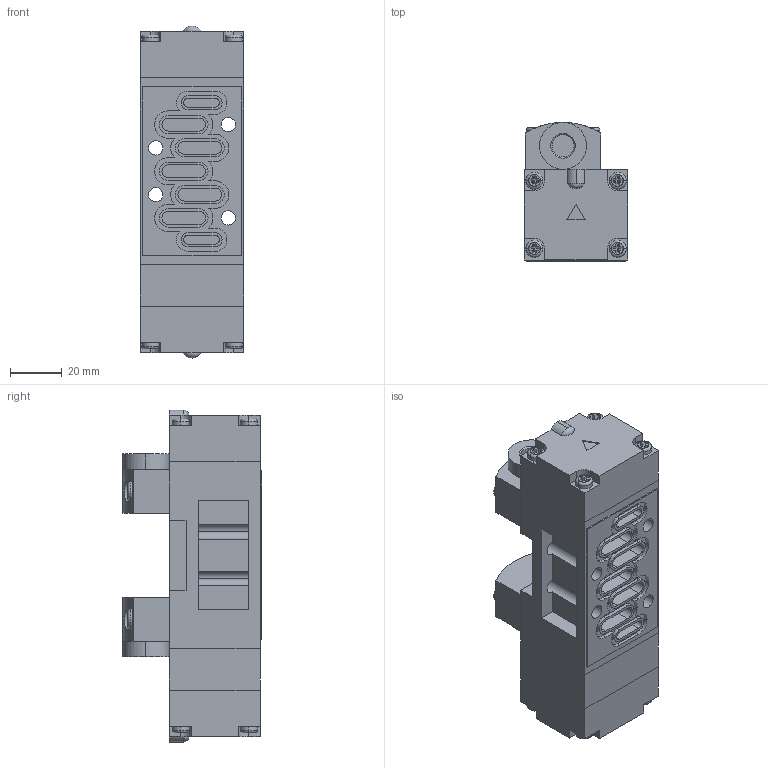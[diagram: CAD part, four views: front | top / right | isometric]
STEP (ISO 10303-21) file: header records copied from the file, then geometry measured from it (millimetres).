
FILE_DESCRIPTION (( 'STEP AP203' ), '1' );
FILE_NAME ('SIP443.STEP', '2016-01-13T03:00:16', ( 'yrd8' ), ( 'Hewlett-Packard Company' ), 'SwSTEP 2.0', 'SolidWorks 2008', '' );
FILE_SCHEMA (( 'CONFIG_CONTROL_DESIGN' ));
Length unit declared in the file: millimetre
Products named in the file (5): SIP443; SIP400 Body_ル遽; SIP400 Block Guide_ル遽; SIP400 Semi Pilot_ル遽; SIP400 Pilot_ル遽
Assembly tree (6 placements, depth 2):
  SIP443
    SIP400 Block Guide_ル遽
    SIP400 Body_ル遽
    SIP400 Pilot_ル遽  x2
    SIP400 Semi Pilot_ル遽  x2
Bounding box: 40 x 53.6 x 128 mm (x, y, z)
Volume: 166319.1 mm3; surface area: 44831.3 mm2
Topology: 6 solids, 8 shells, 571 faces, 1531 edges, 1010 vertices
Faces by surface type: plane 408, cylinder 129, torus 26, bspline 4, cone 4
Entity records: 12812 total; most frequent: CARTESIAN_POINT 2449, ORIENTED_EDGE 2054, DIRECTION 2033, EDGE_CURVE 1027, AXIS2_PLACEMENT_3D 684, VERTEX_POINT 682, VECTOR 665, LINE 665
